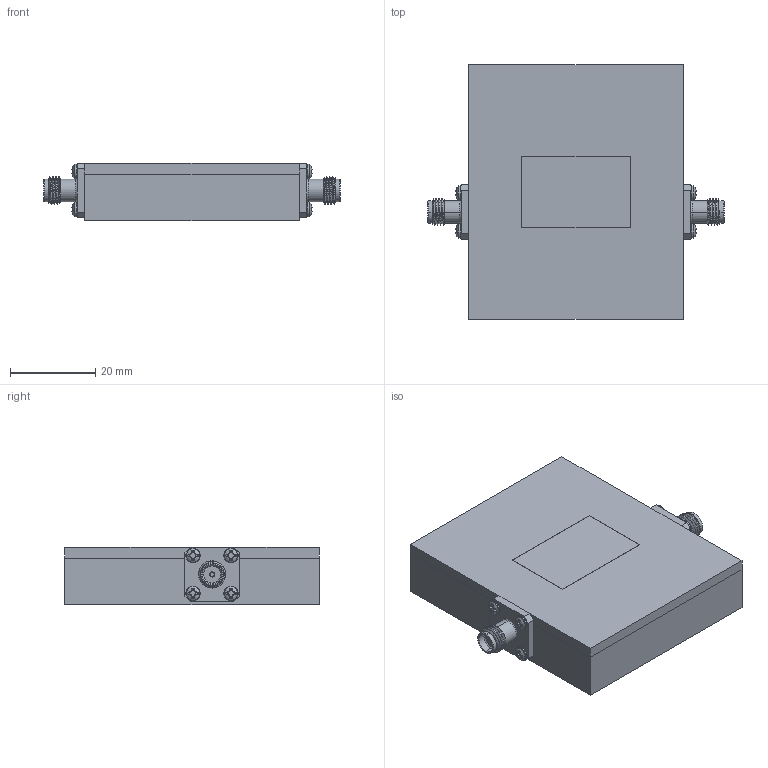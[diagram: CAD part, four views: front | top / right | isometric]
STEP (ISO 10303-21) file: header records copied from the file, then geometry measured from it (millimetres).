
FILE_DESCRIPTION (( 'STEP AP214' ), '1' );
FILE_NAME ('FMFL000_3D.step', '2024-01-03T23:03:25', ( '' ), ( '' ), 'SwSTEP 2.0', 'SolidWorks 2022', '' );
FILE_SCHEMA (( 'AUTOMOTIVE_DESIGN' ));
Length unit declared in the file: inch
Products named in the file (1): FMFL000_3D
Bounding box: 69.44 x 59.69 x 13.51 mm (x, y, z)
Volume: 41273.8 mm3; surface area: 10072.8 mm2
Topology: 1 solids, 11 shells, 699 faces, 1860 edges, 1218 vertices
Faces by surface type: cylinder 324, plane 225, cone 84, torus 36, bspline 22, sphere 8
Entity records: 34308 total; most frequent: CARTESIAN_POINT 18018, ORIENTED_EDGE 3688, DIRECTION 3194, EDGE_CURVE 1844, AXIS2_PLACEMENT_3D 1262, VERTEX_POINT 1218, EDGE_LOOP 750, ADVANCED_FACE 699
